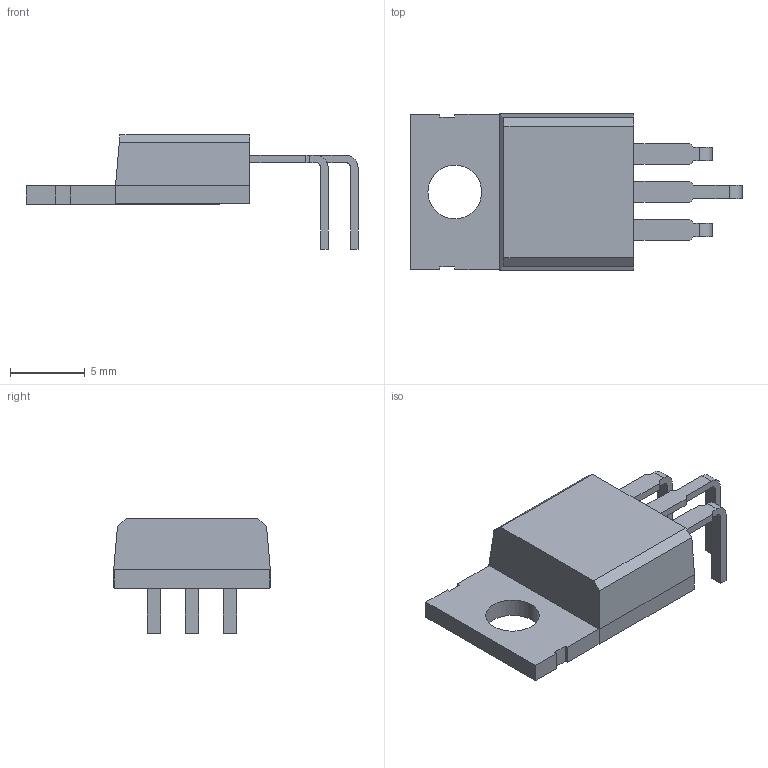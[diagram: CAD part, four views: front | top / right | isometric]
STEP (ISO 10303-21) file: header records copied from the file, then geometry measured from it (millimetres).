
FILE_DESCRIPTION (( 'STEP AP214' ), '1' );
FILE_NAME ('TO-220_horizontal_triangle_mid.STEP', '2021-07-23T11:55:57', ( '' ), ( '' ), 'SwSTEP 2.0', 'SolidWorks 2017', '' );
FILE_SCHEMA (( 'AUTOMOTIVE_DESIGN' ));
Length unit declared in the file: millimetre
Products named in the file (1): TO-220_horizontal_triangle_mid
Bounding box: 22.25 x 10.5 x 7.65 mm (x, y, z)
Volume: 504.8 mm3; surface area: 595.1 mm2
Topology: 1 solids, 1 shells, 71 faces, 192 edges, 126 vertices
Faces by surface type: plane 63, cylinder 8
Entity records: 2364 total; most frequent: CARTESIAN_POINT 390, ORIENTED_EDGE 384, DIRECTION 352, EDGE_CURVE 192, LINE 176, VECTOR 176, VERTEX_POINT 126, AXIS2_PLACEMENT_3D 88
